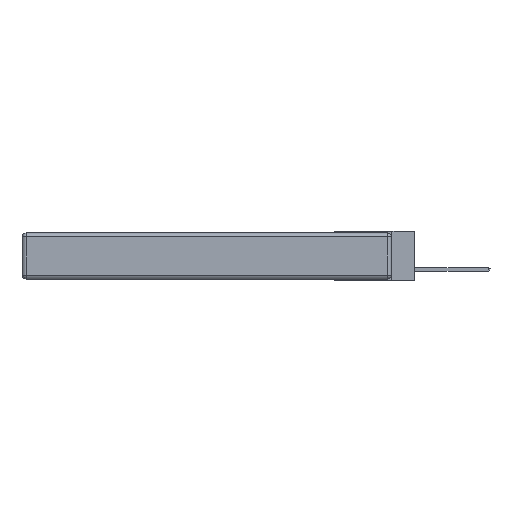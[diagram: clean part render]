
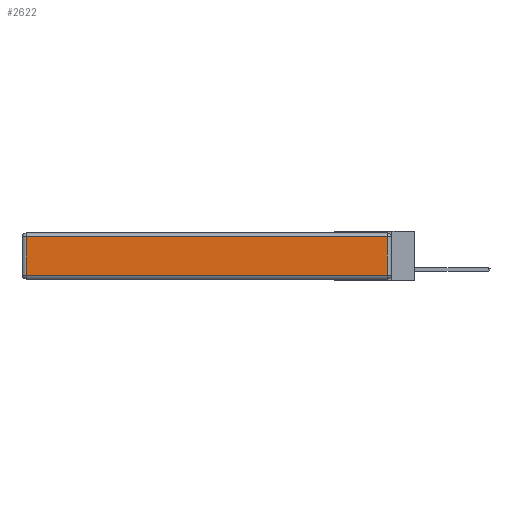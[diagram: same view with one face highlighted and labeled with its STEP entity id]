
A CAD part, left-side view. The second image highlights one B-rep face of the part: STEP entity #2622.
In plain terms, the highlighted planar face has unit normal (-1, 0, 0).
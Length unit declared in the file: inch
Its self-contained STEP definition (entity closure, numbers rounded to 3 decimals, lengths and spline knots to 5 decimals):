
#55 = LINE ( 'NONE', #15883, #16841 ) ;
#102 = EDGE_CURVE ( 'NONE', #11460, #13355, #2323, .T. ) ;
#493 = LINE ( 'NONE', #12861, #3887 ) ;
#499 = DIRECTION ( 'NONE',  ( 0., 0., 1. ) ) ;
#671 = AXIS2_PLACEMENT_3D ( 'NONE', #4302, #9661, #5647 ) ;
#947 = FACE_OUTER_BOUND ( 'NONE', #16026, .T. ) ;
#1574 = EDGE_CURVE ( 'NONE', #4464, #15160, #17352, .T. ) ;
#2323 = LINE ( 'NONE', #14886, #4448 ) ;
#2622 = ADVANCED_FACE ( 'NONE', ( #947 ), #12460, .T. ) ;
#3887 = VECTOR ( 'NONE', #499, 39.37008 ) ;
#4087 = DIRECTION ( 'NONE',  ( 0., -1., 0. ) ) ;
#4302 = CARTESIAN_POINT ( 'NONE',  ( 0., 0., -0.343 ) ) ;
#4448 = VECTOR ( 'NONE', #10838, 39.37008 ) ;
#4464 = VERTEX_POINT ( 'NONE', #6364 ) ;
#4955 = ORIENTED_EDGE ( 'NONE', *, *, #5218, .T. ) ;
#5218 = EDGE_CURVE ( 'NONE', #15160, #11460, #493, .T. ) ;
#5423 = ORIENTED_EDGE ( 'NONE', *, *, #102, .T. ) ;
#5647 = DIRECTION ( 'NONE',  ( 0., 0., 1. ) ) ;
#5837 = EDGE_CURVE ( 'NONE', #13355, #4464, #55, .T. ) ;
#5998 = ORIENTED_EDGE ( 'NONE', *, *, #1574, .T. ) ;
#6048 = CARTESIAN_POINT ( 'NONE',  ( 0., 0., -0.313 ) ) ;
#6291 = DIRECTION ( 'NONE',  ( 0., 0., -1. ) ) ;
#6364 = CARTESIAN_POINT ( 'NONE',  ( 0., 2.72, -0.313 ) ) ;
#9661 = DIRECTION ( 'NONE',  ( -1., 0., 0. ) ) ;
#10406 = ORIENTED_EDGE ( 'NONE', *, *, #5837, .T. ) ;
#10838 = DIRECTION ( 'NONE',  ( 0., 1., 0. ) ) ;
#11460 = VERTEX_POINT ( 'NONE', #13228 ) ;
#11609 = CARTESIAN_POINT ( 'NONE',  ( 0., 0.03, -0.313 ) ) ;
#12356 = CARTESIAN_POINT ( 'NONE',  ( 0., 2.72, -0.03 ) ) ;
#12460 = PLANE ( 'NONE',  #671 ) ;
#12861 = CARTESIAN_POINT ( 'NONE',  ( 0., 0.03, -0.343 ) ) ;
#13228 = CARTESIAN_POINT ( 'NONE',  ( 0., 0.03, -0.03 ) ) ;
#13355 = VERTEX_POINT ( 'NONE', #12356 ) ;
#13774 = VECTOR ( 'NONE', #4087, 39.37008 ) ;
#14886 = CARTESIAN_POINT ( 'NONE',  ( 0., 2.75, -0.03 ) ) ;
#15160 = VERTEX_POINT ( 'NONE', #11609 ) ;
#15883 = CARTESIAN_POINT ( 'NONE',  ( 0., 2.72, -0.343 ) ) ;
#16026 = EDGE_LOOP ( 'NONE', ( #5998, #4955, #5423, #10406 ) ) ;
#16841 = VECTOR ( 'NONE', #6291, 39.37008 ) ;
#17352 = LINE ( 'NONE', #6048, #13774 ) ;
